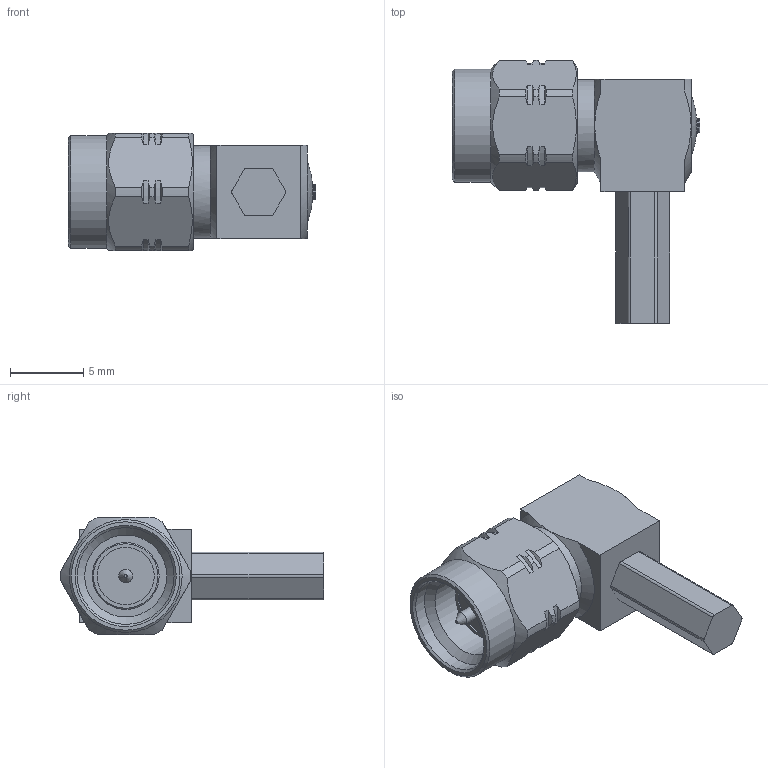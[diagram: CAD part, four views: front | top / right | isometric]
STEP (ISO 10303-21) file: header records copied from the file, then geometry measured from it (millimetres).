
FILE_DESCRIPTION (( 'STEP AP203' ), '1' );
FILE_NAME ('R124.174.120E.STEP', '2012-03-09T08:02:46', ( 'Radiall' ), ( '' ), 'SwSTEP 2.0', 'SolidWorks 2011', '' );
FILE_SCHEMA (( 'CONFIG_CONTROL_DESIGN' ));
Length unit declared in the file: millimetre
Products named in the file (1): R124.174.120E
Bounding box: 16.86 x 17.94 x 8 mm (x, y, z)
Volume: 768.6 mm3; surface area: 811.5 mm2
Topology: 1 solids, 1 shells, 119 faces, 319 edges, 210 vertices
Faces by surface type: cylinder 47, cone 36, plane 32, bspline 3, torus 1
Full cylindrical faces by diameter (mm): 0.93 x1, 1 x1, 3.9 x1, 4.56 x1, 5.5 x1, 5.59 x1, 5.9 x1, 6.3 x1, 6.425 x1, 6.6 x1, 7.7 x1
Entity records: 3796 total; most frequent: CARTESIAN_POINT 955, ORIENTED_EDGE 570, DIRECTION 560, EDGE_CURVE 285, AXIS2_PLACEMENT_3D 229, VERTEX_POINT 198, EDGE_LOOP 149, FACE_OUTER_BOUND 132
